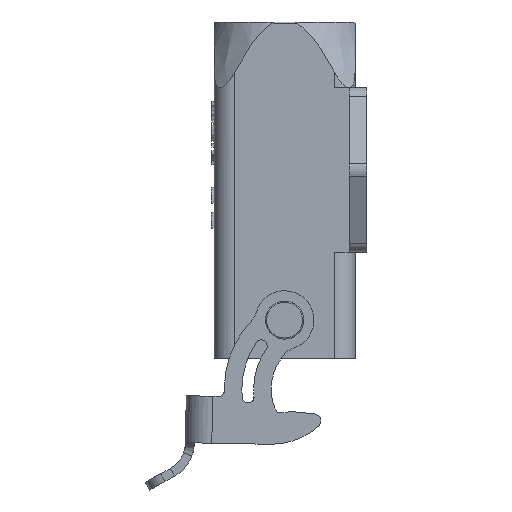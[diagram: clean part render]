
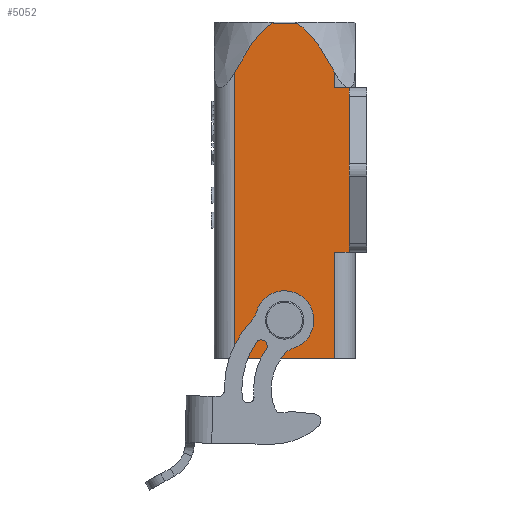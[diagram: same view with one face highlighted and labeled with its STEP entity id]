
A CAD part, left-side view. The second image highlights one B-rep face of the part: STEP entity #5052.
In plain terms, the highlighted planar face has unit normal (-1, 0, 0).
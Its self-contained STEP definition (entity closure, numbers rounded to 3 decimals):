
#291=DIRECTION('',(0.,1.,0.));
#292=VECTOR('',#291,17.);
#293=CARTESIAN_POINT('',(-12.,5.5,-32.1));
#294=LINE('',#293,#292);
#450=DIRECTION('',(0.,-1.,0.));
#451=VECTOR('',#450,2.5);
#452=CARTESIAN_POINT('',(-12.,5.5,14.));
#453=LINE('',#452,#451);
#529=DIRECTION('',(0.,1.,0.));
#530=VECTOR('',#529,2.5);
#531=CARTESIAN_POINT('',(-12.,3.,-14.));
#532=LINE('',#531,#530);
#533=DIRECTION('',(0.,0.,-1.));
#534=VECTOR('',#533,28.);
#535=CARTESIAN_POINT('',(-12.,3.,14.));
#536=LINE('',#535,#534);
#574=CARTESIAN_POINT('',(-12.,14.,-25.6));
#575=DIRECTION('',(1.,0.,0.));
#576=DIRECTION('',(0.,0.,-1.));
#577=AXIS2_PLACEMENT_3D('',#574,#575,#576);
#579=CARTESIAN_POINT('',(-12.,14.,-25.6));
#580=DIRECTION('',(1.,0.,0.));
#581=DIRECTION('',(0.,0.,1.));
#582=AXIS2_PLACEMENT_3D('',#579,#580,#581);
#584=DIRECTION('',(0.,-1.,0.));
#585=VECTOR('',#584,3.946);
#586=CARTESIAN_POINT('',(-12.,15.973,25.));
#587=LINE('',#586,#585);
#624=CARTESIAN_POINT('',(-12.,12.027,25.));
#625=CARTESIAN_POINT('',(-12.,11.717,24.835));
#626=CARTESIAN_POINT('',(-12.,11.099,24.432));
#627=CARTESIAN_POINT('',(-12.,10.163,23.603));
#628=CARTESIAN_POINT('',(-12.,9.236,22.576));
#629=CARTESIAN_POINT('',(-12.,8.299,21.348));
#630=CARTESIAN_POINT('',(-12.,7.374,19.963));
#631=CARTESIAN_POINT('',(-12.,6.444,18.411));
#632=CARTESIAN_POINT('',(-12.,5.816,17.268));
#633=CARTESIAN_POINT('',(-12.,5.5,16.67));
#877=CARTESIAN_POINT('',(-12.,22.5,16.67));
#878=CARTESIAN_POINT('',(-12.,22.184,17.267));
#879=CARTESIAN_POINT('',(-12.,21.557,18.409));
#880=CARTESIAN_POINT('',(-12.,20.627,19.96));
#881=CARTESIAN_POINT('',(-12.,19.704,21.343));
#882=CARTESIAN_POINT('',(-12.,18.768,22.572));
#883=CARTESIAN_POINT('',(-12.,17.831,23.608));
#884=CARTESIAN_POINT('',(-12.,16.903,24.43));
#885=CARTESIAN_POINT('',(-12.,16.283,24.835));
#886=CARTESIAN_POINT('',(-12.,15.973,25.));
#911=DIRECTION('',(0.,0.,1.));
#912=VECTOR('',#911,48.77);
#913=CARTESIAN_POINT('',(-12.,22.5,-32.1));
#914=LINE('',#913,#912);
#1740=DIRECTION('',(0.,0.,-1.));
#1741=VECTOR('',#1740,2.67);
#1742=CARTESIAN_POINT('',(-12.,5.5,16.67));
#1743=LINE('',#1742,#1741);
#1759=DIRECTION('',(0.,0.,-1.));
#1760=VECTOR('',#1759,18.1);
#1761=CARTESIAN_POINT('',(-12.,5.5,-14.));
#1762=LINE('',#1761,#1760);
#3586=VERTEX_POINT('',#877);
#3587=VERTEX_POINT('',#886);
#3627=CARTESIAN_POINT('',(-12.,12.027,25.));
#3628=VERTEX_POINT('',#3627);
#3722=CARTESIAN_POINT('',(-12.,5.5,-14.));
#3723=VERTEX_POINT('',#3722);
#3742=CARTESIAN_POINT('',(-12.,22.5,-32.1));
#3743=VERTEX_POINT('',#3742);
#3748=CARTESIAN_POINT('',(-12.,5.5,-32.1));
#3749=VERTEX_POINT('',#3748);
#3763=CARTESIAN_POINT('',(-12.,3.,14.));
#3764=VERTEX_POINT('',#3763);
#3773=CARTESIAN_POINT('',(-12.,3.,-14.));
#3774=VERTEX_POINT('',#3773);
#4238=CARTESIAN_POINT('',(-12.,14.,-23.25));
#4239=VERTEX_POINT('',#4238);
#4242=CARTESIAN_POINT('',(-12.,14.,-27.95));
#4243=VERTEX_POINT('',#4242);
#4296=VERTEX_POINT('',#633);
#4297=CARTESIAN_POINT('',(-12.,5.5,14.));
#4298=VERTEX_POINT('',#4297);
#5023=CARTESIAN_POINT('',(-12.,2.,-32.1));
#5024=DIRECTION('',(-1.,0.,0.));
#5025=DIRECTION('',(0.,0.,1.));
#5026=AXIS2_PLACEMENT_3D('',#5023,#5024,#5025);
#5027=PLANE('',#5026);
#5029=ORIENTED_EDGE('',*,*,#5028,.T.);
#5031=ORIENTED_EDGE('',*,*,#5030,.T.);
#5033=ORIENTED_EDGE('',*,*,#5032,.T.);
#5034=ORIENTED_EDGE('',*,*,#4928,.T.);
#5035=ORIENTED_EDGE('',*,*,#5000,.T.);
#5036=ORIENTED_EDGE('',*,*,#4990,.T.);
#5038=ORIENTED_EDGE('',*,*,#5037,.T.);
#5039=ORIENTED_EDGE('',*,*,#4776,.T.);
#5041=ORIENTED_EDGE('',*,*,#5040,.T.);
#5043=ORIENTED_EDGE('',*,*,#5042,.T.);
#5044=EDGE_LOOP('',(#5029,#5031,#5033,#5034,#5035,#5036,#5038,#5039,#5041,
#5043));
#5045=FACE_OUTER_BOUND('',#5044,.F.);
#5047=ORIENTED_EDGE('',*,*,#5046,.F.);
#5049=ORIENTED_EDGE('',*,*,#5048,.F.);
#5050=EDGE_LOOP('',(#5047,#5049));
#5051=FACE_BOUND('',#5050,.F.);
#5052=ADVANCED_FACE('',(#5045,#5051),#5027,.T.);
#578=CIRCLE('',#577,2.35);
#583=CIRCLE('',#582,2.35);
#634=B_SPLINE_CURVE_WITH_KNOTS('',3,(#624,#625,#626,#627,#628,#629,#630,#631,
#632,#633),.UNSPECIFIED.,.F.,.F.,(4,1,1,1,1,1,1,4),(0.,0.143,
0.286,0.429,0.571,0.714,
0.857,1.),.UNSPECIFIED.);
#887=B_SPLINE_CURVE_WITH_KNOTS('',3,(#877,#878,#879,#880,#881,#882,#883,#884,
#885,#886),.UNSPECIFIED.,.F.,.F.,(4,1,1,1,1,1,1,4),(0.,0.143,
0.286,0.429,0.571,0.714,
0.857,1.),.UNSPECIFIED.);
#4776=EDGE_CURVE('',#3749,#3743,#294,.T.);
#4928=EDGE_CURVE('',#4298,#3764,#453,.T.);
#4990=EDGE_CURVE('',#3774,#3723,#532,.T.);
#5000=EDGE_CURVE('',#3764,#3774,#536,.T.);
#5028=EDGE_CURVE('',#3587,#3628,#587,.T.);
#5030=EDGE_CURVE('',#3628,#4296,#634,.T.);
#5032=EDGE_CURVE('',#4296,#4298,#1743,.T.);
#5037=EDGE_CURVE('',#3723,#3749,#1762,.T.);
#5040=EDGE_CURVE('',#3743,#3586,#914,.T.);
#5042=EDGE_CURVE('',#3586,#3587,#887,.T.);
#5046=EDGE_CURVE('',#4243,#4239,#578,.T.);
#5048=EDGE_CURVE('',#4239,#4243,#583,.T.);
